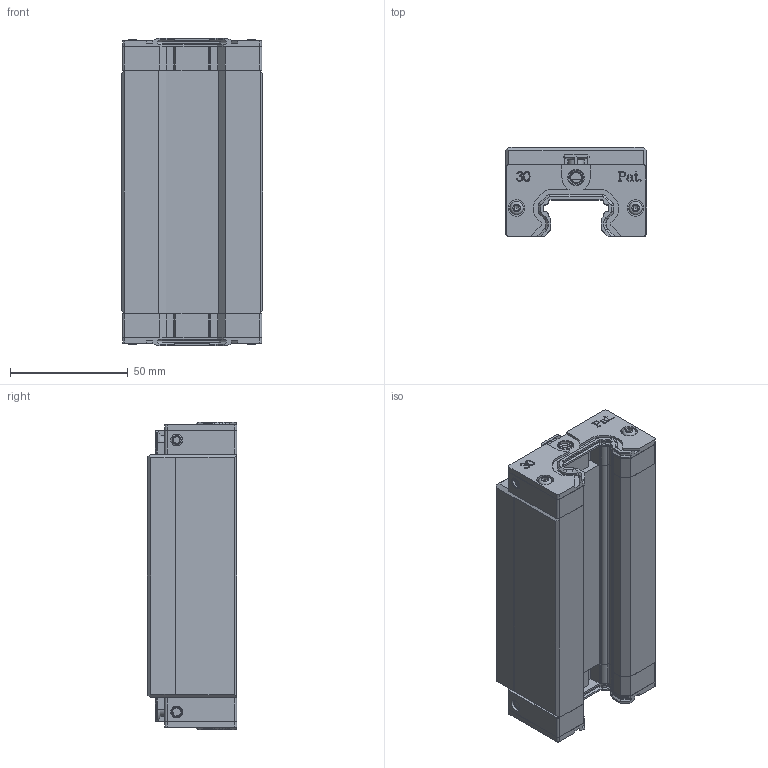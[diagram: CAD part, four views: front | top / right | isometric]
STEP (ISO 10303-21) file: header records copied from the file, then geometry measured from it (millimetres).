
FILE_DESCRIPTION(/* description */ (''),/* implementation_level */ '2;1');
FILE_NAME(/* name */ 'LGB_H30BESS_Shrinkwrap.ipt.stp',/* time_stamp */ '2015-12-03T04:01:19+01:00',/* author */ ('RLI'),/* organization */ (''),/* preprocessor_version */ 'ST-DEVELOPER v15.6',/* originating_system */ 'Autodesk Inventor 2015',/* authorisation */ '');
FILE_SCHEMA (('AUTOMOTIVE_DESIGN { 1 0 10303 214 3 1 1 }'));
Length unit declared in the file: millimetre
Products named in the file (1): LGB_H30BESS_Shrinkwrap
Bounding box: 59.95 x 38 x 130.5 mm (x, y, z)
Volume: 206280.8 mm3; surface area: 47585 mm2
Topology: 1 solids, 19 shells, 1154 faces, 2928 edges, 1876 vertices
Faces by surface type: plane 756, cylinder 232, cone 86, bspline 72, torus 8
Full cylindrical faces by diameter (mm): 3 x12, 3.4 x4, 3.6 x4, 4.4 x2, 5 x6, 5.7 x4, 6.5 x2, 7 x6, 7.2 x4, 8 x4, 9 x2
Entity records: 43856 total; most frequent: CARTESIAN_POINT 15745, ORIENTED_EDGE 5664, DIRECTION 5204, EDGE_CURVE 2832, LINE 1978, VECTOR 1978, VERTEX_POINT 1852, AXIS2_PLACEMENT_3D 1613
